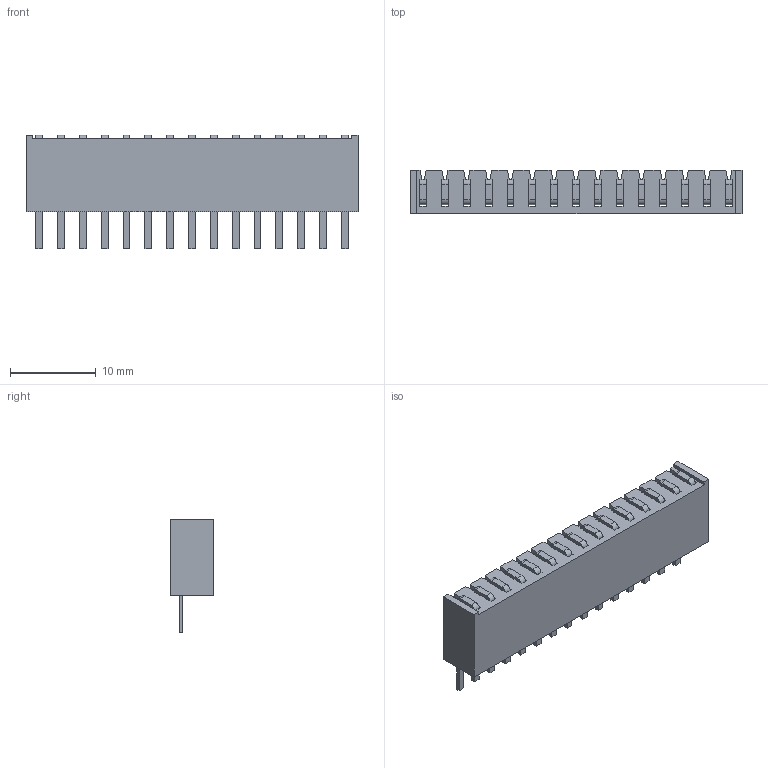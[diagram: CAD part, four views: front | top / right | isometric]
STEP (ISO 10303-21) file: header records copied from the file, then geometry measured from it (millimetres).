
FILE_DESCRIPTION(('FreeCAD Model'),'2;1');
FILE_NAME('Open CASCADE Shape Model','2025-03-04T21:00:02',(''),(''), 'Open CASCADE STEP processor 7.8','FreeCAD','Unknown');
FILE_SCHEMA(('AUTOMOTIVE_DESIGN { 1 0 10303 214 1 1 1 1 }'));
Length unit declared in the file: millimetre
Products named in the file (3): BSW-115-04-G-S; BSW-15-04-S_socket; C-8-5-01-15-S
Assembly tree (2 placements, depth 2):
  BSW-115-04-G-S
    BSW-15-04-S_socket
    C-8-5-01-15-S
Bounding box: 38.61 x 5.08 x 13.21 mm (x, y, z)
Volume: 1706 mm3; surface area: 2943.3 mm2
Topology: 2 solids, 2 shells, 474 faces, 1440 edges, 940 vertices
Faces by surface type: plane 414, cylinder 60
Entity records: 16010 total; most frequent: ORIENTED_EDGE 2880, CARTESIAN_POINT 2857, DIRECTION 2514, EDGE_CURVE 1440, LINE 1320, VECTOR 1320, VERTEX_POINT 940, AXIS2_PLACEMENT_3D 597
